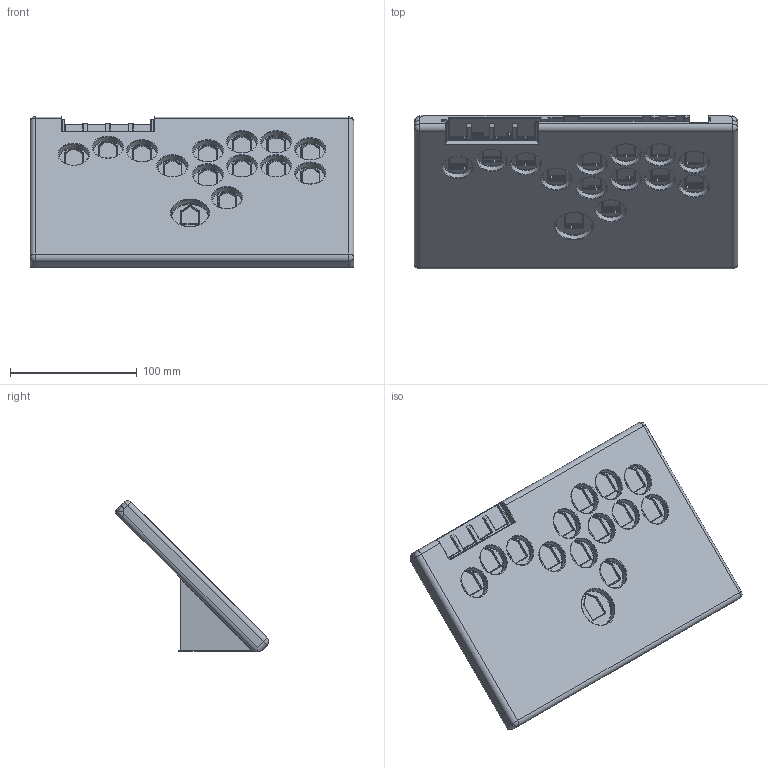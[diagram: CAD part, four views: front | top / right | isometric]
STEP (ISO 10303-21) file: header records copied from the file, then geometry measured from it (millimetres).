
FILE_DESCRIPTION(/* description */ (''),/* implementation_level */ '2;1');
FILE_NAME(/* name */ '2024-wide v3.step',/* time_stamp */ '2024-05-06T20:03:48-07:00',/* author */ (''),/* organization */ (''),/* preprocessor_version */ 'ST-DEVELOPER v20',/* originating_system */ 'Autodesk Translation Framework v12.20.1.177',/* authorisation */ '');
FILE_SCHEMA (('AUTOMOTIVE_DESIGN { 1 0 10303 214 3 1 1 }'));
Length unit declared in the file: millimetre
Products named in the file (1): 2024-wide
Bounding box: 256 x 121.24 x 119.24 mm (x, y, z)
Volume: 497950.7 mm3; surface area: 139732.2 mm2
Topology: 3 solids, 3 shells, 1103 faces, 2715 edges, 1621 vertices
Faces by surface type: cylinder 433, plane 342, torus 233, sphere 49, bspline 46
Full cylindrical faces by diameter (mm): 24 x13, 30 x1
Entity records: 35456 total; most frequent: CARTESIAN_POINT 8910, DIRECTION 5915, ORIENTED_EDGE 5430, EDGE_CURVE 2715, AXIS2_PLACEMENT_3D 2282, VERTEX_POINT 1621, LINE 1351, VECTOR 1351
